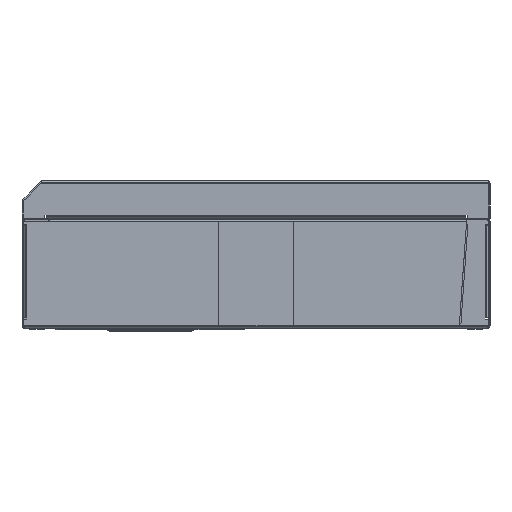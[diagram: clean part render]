
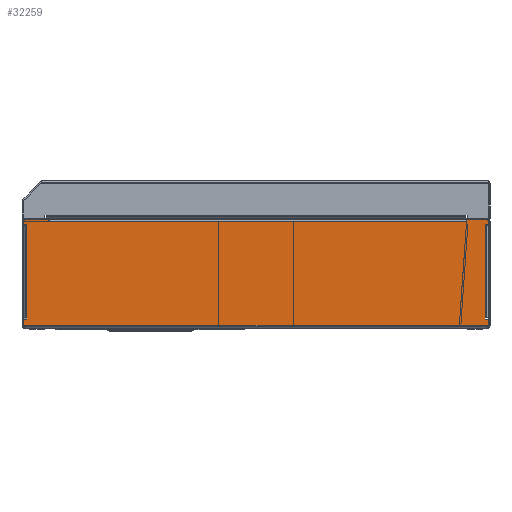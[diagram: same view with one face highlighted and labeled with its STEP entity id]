
A CAD part, left-side view. The second image highlights one B-rep face of the part: STEP entity #32259.
In plain terms, the highlighted planar face has unit normal (-1, 0, 0).
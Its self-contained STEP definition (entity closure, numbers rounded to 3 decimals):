
#5225=DIRECTION('',(0.,-1.,0.));
#5226=VECTOR('',#5225,308.);
#5227=CARTESIAN_POINT('',(-237.5,154.,2.));
#5228=LINE('',#5227,#5226);
#5229=CARTESIAN_POINT('',(-237.5,-154.,2.));
#9041=DIRECTION('',(0.,-0.259,-0.966));
#9042=VECTOR('',#9041,2.071);
#9043=CARTESIAN_POINT('',(-237.5,137.536,73.));
#9044=LINE('',#9043,#9042);
#9045=DIRECTION('',(0.,-0.259,0.966));
#9046=VECTOR('',#9045,2.071);
#9047=CARTESIAN_POINT('',(-237.5,-139.5,71.));
#9048=LINE('',#9047,#9046);
#9049=DIRECTION('',(0.,-0.707,-0.707));
#9050=VECTOR('',#9049,1.414);
#9051=CARTESIAN_POINT('',(-237.5,-153.,73.));
#9052=LINE('',#9051,#9050);
#9053=DIRECTION('',(0.,0.,-1.));
#9054=VECTOR('',#9053,2.);
#9055=CARTESIAN_POINT('',(-237.5,-154.,71.));
#9056=LINE('',#9055,#9054);
#9057=DIRECTION('',(0.,0.,-1.));
#9058=VECTOR('',#9057,1.);
#9059=CARTESIAN_POINT('',(-237.5,-152.,69.));
#9060=LINE('',#9059,#9058);
#9061=DIRECTION('',(0.,-1.,0.));
#9062=VECTOR('',#9061,2.);
#9063=CARTESIAN_POINT('',(-237.5,-152.,6.));
#9064=LINE('',#9063,#9062);
#9065=DIRECTION('',(0.,0.,-1.));
#9066=VECTOR('',#9065,4.);
#9067=CARTESIAN_POINT('',(-237.5,-154.,6.));
#9068=LINE('',#9067,#9066);
#9069=DIRECTION('',(0.,0.,1.));
#9070=VECTOR('',#9069,1.);
#9071=CARTESIAN_POINT('',(-237.5,152.,6.));
#9072=LINE('',#9071,#9070);
#9073=DIRECTION('',(0.,1.,0.));
#9074=VECTOR('',#9073,2.);
#9075=CARTESIAN_POINT('',(-237.5,152.,69.));
#9076=LINE('',#9075,#9074);
#9077=DIRECTION('',(0.,0.,1.));
#9078=VECTOR('',#9077,1.);
#9079=CARTESIAN_POINT('',(-237.5,154.,71.));
#9080=LINE('',#9079,#9078);
#9081=DIRECTION('',(0.,-0.707,0.707));
#9082=VECTOR('',#9081,1.414);
#9083=CARTESIAN_POINT('',(-237.5,154.,72.));
#9084=LINE('',#9083,#9082);
#9089=DIRECTION('',(0.,1.,0.));
#9090=VECTOR('',#9089,276.5);
#9091=CARTESIAN_POINT('',(-237.5,-139.5,71.));
#9092=LINE('',#9091,#9090);
#9137=DIRECTION('',(0.,1.,0.));
#9138=VECTOR('',#9137,12.964);
#9139=CARTESIAN_POINT('',(-237.5,-153.,73.));
#9140=LINE('',#9139,#9138);
#9153=DIRECTION('',(0.,0.,1.));
#9154=VECTOR('',#9153,1.);
#9155=CARTESIAN_POINT('',(-237.5,-154.,71.));
#9156=LINE('',#9155,#9154);
#9161=DIRECTION('',(0.,-1.,0.));
#9162=VECTOR('',#9161,2.);
#9163=CARTESIAN_POINT('',(-237.5,-152.,69.));
#9164=LINE('',#9163,#9162);
#9213=DIRECTION('',(0.,0.,1.));
#9214=VECTOR('',#9213,1.);
#9215=CARTESIAN_POINT('',(-237.5,-152.,6.));
#9216=LINE('',#9215,#9214);
#9241=DIRECTION('',(0.,0.,1.));
#9242=VECTOR('',#9241,61.);
#9243=CARTESIAN_POINT('',(-237.5,-152.,7.));
#9244=LINE('',#9243,#9242);
#9979=DIRECTION('',(0.,0.,-1.));
#9980=VECTOR('',#9979,4.);
#9981=CARTESIAN_POINT('',(-237.5,154.,6.));
#9982=LINE('',#9981,#9980);
#9983=DIRECTION('',(0.,1.,0.));
#9984=VECTOR('',#9983,2.);
#9985=CARTESIAN_POINT('',(-237.5,152.,6.));
#9986=LINE('',#9985,#9984);
#10035=DIRECTION('',(0.,0.,-1.));
#10036=VECTOR('',#10035,1.);
#10037=CARTESIAN_POINT('',(-237.5,152.,69.));
#10038=LINE('',#10037,#10036);
#10055=DIRECTION('',(0.,0.,-1.));
#10056=VECTOR('',#10055,2.);
#10057=CARTESIAN_POINT('',(-237.5,154.,71.));
#10058=LINE('',#10057,#10056);
#10071=DIRECTION('',(0.,1.,0.));
#10072=VECTOR('',#10071,15.464);
#10073=CARTESIAN_POINT('',(-237.5,137.536,73.));
#10074=LINE('',#10073,#10072);
#10083=DIRECTION('',(0.,0.,-1.));
#10084=VECTOR('',#10083,61.);
#10085=CARTESIAN_POINT('',(-237.5,152.,68.));
#10086=LINE('',#10085,#10084);
#24590=CARTESIAN_POINT('',(-237.5,154.,2.));
#24591=VERTEX_POINT('',#24590);
#24593=VERTEX_POINT('',#5229);
#24748=CARTESIAN_POINT('',(-237.5,137.536,73.));
#24749=CARTESIAN_POINT('',(-237.5,137.,71.));
#24750=VERTEX_POINT('',#24748);
#24751=VERTEX_POINT('',#24749);
#24752=CARTESIAN_POINT('',(-237.5,-139.5,71.));
#24753=VERTEX_POINT('',#24752);
#24754=CARTESIAN_POINT('',(-237.5,-140.036,73.));
#24755=VERTEX_POINT('',#24754);
#24756=CARTESIAN_POINT('',(-237.5,-153.,73.));
#24757=VERTEX_POINT('',#24756);
#24758=CARTESIAN_POINT('',(-237.5,-154.,72.));
#24759=VERTEX_POINT('',#24758);
#24760=CARTESIAN_POINT('',(-237.5,-154.,71.));
#24761=VERTEX_POINT('',#24760);
#24762=CARTESIAN_POINT('',(-237.5,-154.,69.));
#24763=VERTEX_POINT('',#24762);
#24764=CARTESIAN_POINT('',(-237.5,-152.,69.));
#24765=VERTEX_POINT('',#24764);
#24766=CARTESIAN_POINT('',(-237.5,-152.,68.));
#24767=VERTEX_POINT('',#24766);
#24768=CARTESIAN_POINT('',(-237.5,-152.,7.));
#24769=VERTEX_POINT('',#24768);
#24770=CARTESIAN_POINT('',(-237.5,-152.,6.));
#24771=VERTEX_POINT('',#24770);
#24772=CARTESIAN_POINT('',(-237.5,-154.,6.));
#24773=VERTEX_POINT('',#24772);
#24774=CARTESIAN_POINT('',(-237.5,154.,6.));
#24775=VERTEX_POINT('',#24774);
#24776=CARTESIAN_POINT('',(-237.5,152.,6.));
#24777=VERTEX_POINT('',#24776);
#24778=CARTESIAN_POINT('',(-237.5,152.,7.));
#24779=VERTEX_POINT('',#24778);
#24780=CARTESIAN_POINT('',(-237.5,152.,68.));
#24781=VERTEX_POINT('',#24780);
#24782=CARTESIAN_POINT('',(-237.5,152.,69.));
#24783=VERTEX_POINT('',#24782);
#24784=CARTESIAN_POINT('',(-237.5,154.,69.));
#24785=VERTEX_POINT('',#24784);
#24786=CARTESIAN_POINT('',(-237.5,154.,71.));
#24787=VERTEX_POINT('',#24786);
#24788=CARTESIAN_POINT('',(-237.5,154.,72.));
#24789=VERTEX_POINT('',#24788);
#24790=CARTESIAN_POINT('',(-237.5,153.,73.));
#24791=VERTEX_POINT('',#24790);
#32206=CARTESIAN_POINT('',(-237.5,155.,0.));
#32207=DIRECTION('',(-1.,0.,0.));
#32208=DIRECTION('',(0.,-1.,0.));
#32209=AXIS2_PLACEMENT_3D('',#32206,#32207,#32208);
#32210=PLANE('',#32209);
#32211=ORIENTED_EDGE('',*,*,#32196,.T.);
#32213=ORIENTED_EDGE('',*,*,#32212,.F.);
#32215=ORIENTED_EDGE('',*,*,#32214,.T.);
#32217=ORIENTED_EDGE('',*,*,#32216,.F.);
#32219=ORIENTED_EDGE('',*,*,#32218,.T.);
#32221=ORIENTED_EDGE('',*,*,#32220,.F.);
#32223=ORIENTED_EDGE('',*,*,#32222,.T.);
#32225=ORIENTED_EDGE('',*,*,#32224,.F.);
#32227=ORIENTED_EDGE('',*,*,#32226,.T.);
#32229=ORIENTED_EDGE('',*,*,#32228,.F.);
#32231=ORIENTED_EDGE('',*,*,#32230,.F.);
#32233=ORIENTED_EDGE('',*,*,#32232,.T.);
#32235=ORIENTED_EDGE('',*,*,#32234,.T.);
#32236=ORIENTED_EDGE('',*,*,#28633,.F.);
#32238=ORIENTED_EDGE('',*,*,#32237,.F.);
#32240=ORIENTED_EDGE('',*,*,#32239,.F.);
#32242=ORIENTED_EDGE('',*,*,#32241,.T.);
#32244=ORIENTED_EDGE('',*,*,#32243,.F.);
#32246=ORIENTED_EDGE('',*,*,#32245,.F.);
#32248=ORIENTED_EDGE('',*,*,#32247,.T.);
#32250=ORIENTED_EDGE('',*,*,#32249,.F.);
#32252=ORIENTED_EDGE('',*,*,#32251,.T.);
#32254=ORIENTED_EDGE('',*,*,#32253,.T.);
#32256=ORIENTED_EDGE('',*,*,#32255,.F.);
#32257=EDGE_LOOP('',(#32211,#32213,#32215,#32217,#32219,#32221,#32223,#32225,
#32227,#32229,#32231,#32233,#32235,#32236,#32238,#32240,#32242,#32244,#32246,
#32248,#32250,#32252,#32254,#32256));
#32258=FACE_OUTER_BOUND('',#32257,.F.);
#32259=ADVANCED_FACE('',(#32258),#32210,.T.);
#28633=EDGE_CURVE('',#24591,#24593,#5228,.T.);
#32196=EDGE_CURVE('',#24750,#24751,#9044,.T.);
#32212=EDGE_CURVE('',#24753,#24751,#9092,.T.);
#32214=EDGE_CURVE('',#24753,#24755,#9048,.T.);
#32216=EDGE_CURVE('',#24757,#24755,#9140,.T.);
#32218=EDGE_CURVE('',#24757,#24759,#9052,.T.);
#32220=EDGE_CURVE('',#24761,#24759,#9156,.T.);
#32222=EDGE_CURVE('',#24761,#24763,#9056,.T.);
#32224=EDGE_CURVE('',#24765,#24763,#9164,.T.);
#32226=EDGE_CURVE('',#24765,#24767,#9060,.T.);
#32228=EDGE_CURVE('',#24769,#24767,#9244,.T.);
#32230=EDGE_CURVE('',#24771,#24769,#9216,.T.);
#32232=EDGE_CURVE('',#24771,#24773,#9064,.T.);
#32234=EDGE_CURVE('',#24773,#24593,#9068,.T.);
#32237=EDGE_CURVE('',#24775,#24591,#9982,.T.);
#32239=EDGE_CURVE('',#24777,#24775,#9986,.T.);
#32241=EDGE_CURVE('',#24777,#24779,#9072,.T.);
#32243=EDGE_CURVE('',#24781,#24779,#10086,.T.);
#32245=EDGE_CURVE('',#24783,#24781,#10038,.T.);
#32247=EDGE_CURVE('',#24783,#24785,#9076,.T.);
#32249=EDGE_CURVE('',#24787,#24785,#10058,.T.);
#32251=EDGE_CURVE('',#24787,#24789,#9080,.T.);
#32253=EDGE_CURVE('',#24789,#24791,#9084,.T.);
#32255=EDGE_CURVE('',#24750,#24791,#10074,.T.);
